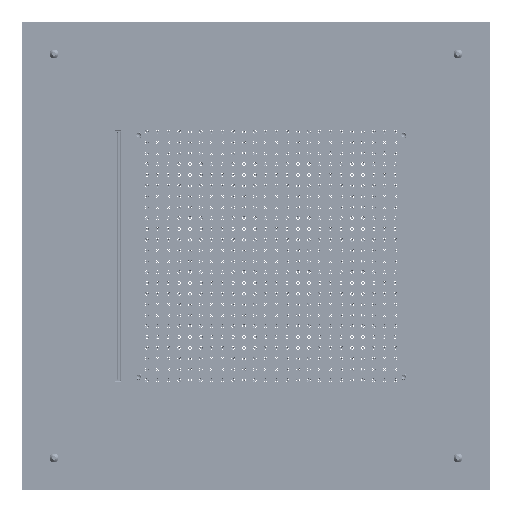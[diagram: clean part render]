
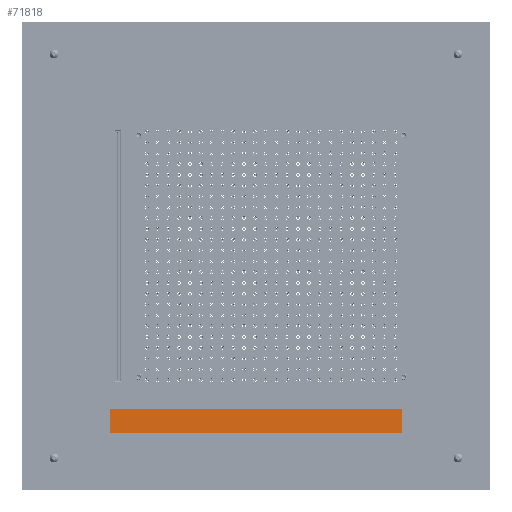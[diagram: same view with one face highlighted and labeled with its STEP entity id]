
A CAD part, top view. The second image highlights one B-rep face of the part: STEP entity #71818.
In plain terms, the highlighted face is planar.
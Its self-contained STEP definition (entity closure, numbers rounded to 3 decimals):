
#25390=ORIENTED_EDGE('',*,*,#32257,.F.);
#25391=ORIENTED_EDGE('',*,*,#32265,.F.);
#25392=ORIENTED_EDGE('',*,*,#32259,.T.);
#25393=ORIENTED_EDGE('',*,*,#32263,.F.);
#32257=EDGE_CURVE('',#38922,#38923,#39091,.T.);
#32259=EDGE_CURVE('',#38924,#38925,#39093,.T.);
#32263=EDGE_CURVE('',#38923,#38925,#39097,.T.);
#32265=EDGE_CURVE('',#38924,#38922,#39099,.T.);
#38922=VERTEX_POINT('',#141364);
#38923=VERTEX_POINT('',#141366);
#38924=VERTEX_POINT('',#141370);
#38925=VERTEX_POINT('',#141371);
#39091=LINE('',#141365,#39267);
#39093=LINE('',#141369,#39269);
#39097=LINE('',#141378,#39273);
#39099=LINE('',#141381,#39275);
#39267=VECTOR('',#114356,1000.);
#39269=VECTOR('',#114360,1000.);
#39273=VECTOR('',#114366,1000.);
#39275=VECTOR('',#114370,1000.);
#52243=EDGE_LOOP('',(#25390,#25391,#25392,#25393));
#65203=FACE_BOUND('',#52243,.T.);
#65864=PLANE('',#89458);
#71818=ADVANCED_FACE('',(#65203),#65864,.T.);
#89458=AXIS2_PLACEMENT_3D('',#141380,#114368,#114369);
#114356=DIRECTION('',(0.,0.,1.));
#114360=DIRECTION('',(0.,0.,1.));
#114366=DIRECTION('',(-1.,0.,0.));
#114368=DIRECTION('',(0.,1.,0.));
#114369=DIRECTION('',(0.,0.,1.));
#114370=DIRECTION('',(1.,0.,0.));
#141364=CARTESIAN_POINT('',(155.5,5.,-12.5));
#141365=CARTESIAN_POINT('',(155.5,5.,-12.5));
#141366=CARTESIAN_POINT('',(155.5,5.,12.5));
#141369=CARTESIAN_POINT('',(-155.5,5.,-12.5));
#141370=CARTESIAN_POINT('',(-155.5,5.,-12.5));
#141371=CARTESIAN_POINT('',(-155.5,5.,12.5));
#141378=CARTESIAN_POINT('',(155.5,5.,12.5));
#141380=CARTESIAN_POINT('',(-149.8,5.,-12.5));
#141381=CARTESIAN_POINT('',(-155.5,5.,-12.5));
